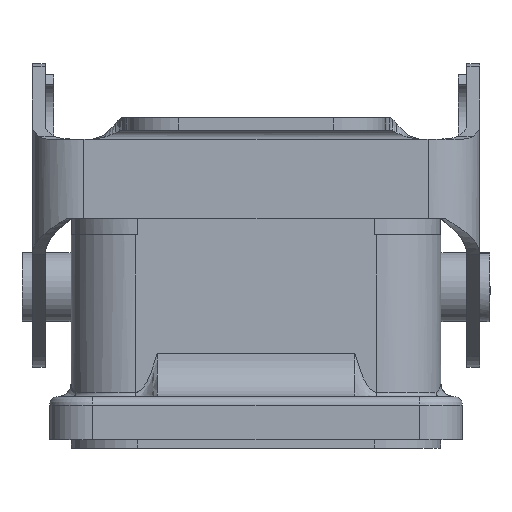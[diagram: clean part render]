
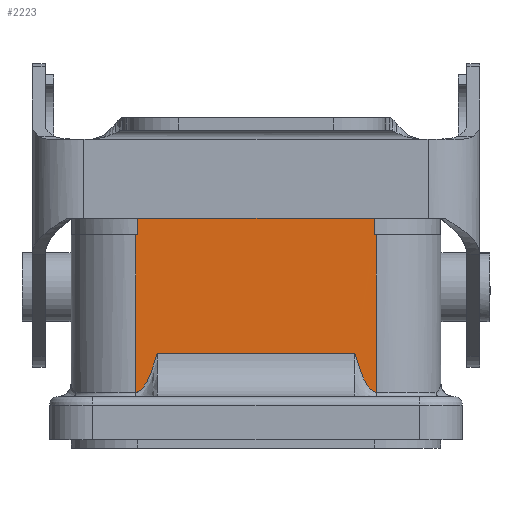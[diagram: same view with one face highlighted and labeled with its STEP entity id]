
A CAD part, left-side view. The second image highlights one B-rep face of the part: STEP entity #2223.
In plain terms, the highlighted planar face has unit normal (-1, 0, 0).
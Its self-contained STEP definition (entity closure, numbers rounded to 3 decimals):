
#932=B_SPLINE_CURVE_WITH_KNOTS('',3,(#8230,#8231,#8232,#8233,#8234,#8235,
#8236,#8237,#8238,#8239,#8240,#8241,#8242,#8243,#8244,#8245),
 .UNSPECIFIED.,.F.,.F.,(4,2,2,2,2,2,2,4),(0.,0.047,0.109,
0.217,0.331,0.472,0.686,
1.),.UNSPECIFIED.);
#934=B_SPLINE_CURVE_WITH_KNOTS('',3,(#8319,#8320,#8321,#8322),
 .UNSPECIFIED.,.F.,.F.,(4,4),(0.,1.),.UNSPECIFIED.);
#935=B_SPLINE_CURVE_WITH_KNOTS('',3,(#8327,#8328,#8329,#8330),
 .UNSPECIFIED.,.F.,.F.,(4,4),(0.,1.),.UNSPECIFIED.);
#936=B_SPLINE_CURVE_WITH_KNOTS('',3,(#8333,#8334,#8335,#8336,#8337,#8338,
#8339,#8340,#8341,#8342,#8343,#8344,#8345,#8346,#8347,#8348),
 .UNSPECIFIED.,.F.,.F.,(4,2,2,2,2,2,2,4),(0.,0.314,0.528,
0.669,0.783,0.891,0.953,
1.),.UNSPECIFIED.);
#1142=FACE_OUTER_BOUND('',#2763,.T.);
#1369=PLANE('',#6065);
#1462=LINE('',#7602,#1802);
#1584=LINE('',#8135,#1924);
#1585=LINE('',#8313,#1925);
#1587=LINE('',#8324,#1927);
#1588=LINE('',#8325,#1928);
#1589=LINE('',#8331,#1929);
#1802=VECTOR('',#6377,1.);
#1924=VECTOR('',#6779,1.);
#1925=VECTOR('',#6790,1.);
#1927=VECTOR('',#6796,1.);
#1928=VECTOR('',#6797,1.);
#1929=VECTOR('',#6798,1.);
#2223=ADVANCED_FACE('',(#1142),#1369,.F.);
#2763=EDGE_LOOP('',(#3384,#3385,#3386,#3387,#3388,#3389,#3390,#3391,#3392,
#3393));
#3384=ORIENTED_EDGE('',*,*,#5194,.F.);
#3385=ORIENTED_EDGE('',*,*,#5191,.F.);
#3386=ORIENTED_EDGE('',*,*,#5183,.F.);
#3387=ORIENTED_EDGE('',*,*,#5197,.F.);
#3388=ORIENTED_EDGE('',*,*,#5198,.F.);
#3389=ORIENTED_EDGE('',*,*,#4980,.F.);
#3390=ORIENTED_EDGE('',*,*,#5199,.T.);
#3391=ORIENTED_EDGE('',*,*,#5200,.T.);
#3392=ORIENTED_EDGE('',*,*,#5201,.F.);
#3393=ORIENTED_EDGE('',*,*,#5202,.F.);
#4488=VERTEX_POINT('',#7601);
#4489=VERTEX_POINT('',#7603);
#4535=VERTEX_POINT('',#7714);
#4628=VERTEX_POINT('',#8088);
#4638=VERTEX_POINT('',#8136);
#4643=VERTEX_POINT('',#8246);
#4645=VERTEX_POINT('',#8314);
#4647=VERTEX_POINT('',#8323);
#4648=VERTEX_POINT('',#8326);
#4649=VERTEX_POINT('',#8332);
#4980=EDGE_CURVE('',#4488,#4489,#1462,.T.);
#5183=EDGE_CURVE('',#4628,#4638,#1584,.T.);
#5191=EDGE_CURVE('',#4638,#4643,#932,.T.);
#5194=EDGE_CURVE('',#4643,#4645,#1585,.T.);
#5197=EDGE_CURVE('',#4647,#4628,#934,.T.);
#5198=EDGE_CURVE('',#4489,#4647,#1587,.T.);
#5199=EDGE_CURVE('',#4488,#4648,#1588,.T.);
#5200=EDGE_CURVE('',#4648,#4535,#935,.T.);
#5201=EDGE_CURVE('',#4649,#4535,#1589,.T.);
#5202=EDGE_CURVE('',#4645,#4649,#936,.T.);
#6065=AXIS2_PLACEMENT_3D('',#8349,#6799,#6800);
#6377=DIRECTION('',(0.,-1.,0.));
#6779=DIRECTION('',(0.,0.,-1.));
#6790=DIRECTION('',(0.,1.,0.));
#6796=DIRECTION('',(0.,0.,-1.));
#6797=DIRECTION('',(0.,0.,-1.));
#6798=DIRECTION('',(0.,0.,1.));
#6799=DIRECTION('',(1.,0.,0.));
#6800=DIRECTION('',(0.,1.,0.));
#7601=CARTESIAN_POINT('',(-60.,13.75,27.8));
#7602=CARTESIAN_POINT('',(-60.,-15.1,27.8));
#7603=CARTESIAN_POINT('',(-60.,-13.75,27.8));
#7714=CARTESIAN_POINT('',(-59.998,14.,23.8));
#8088=CARTESIAN_POINT('',(-59.998,-14.,23.8));
#8135=CARTESIAN_POINT('',(-60.,-14.,23.8));
#8136=CARTESIAN_POINT('',(-60.,-14.,5.5));
#8230=CARTESIAN_POINT('',(-60.,-14.,5.5));
#8231=CARTESIAN_POINT('',(-60.,-13.889,5.5));
#8232=CARTESIAN_POINT('',(-60.,-13.781,5.528));
#8233=CARTESIAN_POINT('',(-60.,-13.565,5.625));
#8234=CARTESIAN_POINT('',(-60.,-13.464,5.701));
#8235=CARTESIAN_POINT('',(-60.,-13.218,5.922));
#8236=CARTESIAN_POINT('',(-60.,-13.095,6.081));
#8237=CARTESIAN_POINT('',(-60.,-12.867,6.414));
#8238=CARTESIAN_POINT('',(-60.,-12.765,6.591));
#8239=CARTESIAN_POINT('',(-60.,-12.557,6.99));
#8240=CARTESIAN_POINT('',(-60.,-12.454,7.213));
#8241=CARTESIAN_POINT('',(-60.,-12.215,7.779));
#8242=CARTESIAN_POINT('',(-60.,-12.087,8.124));
#8243=CARTESIAN_POINT('',(-60.,-11.795,8.978));
#8244=CARTESIAN_POINT('',(-60.,-11.642,9.488));
#8245=CARTESIAN_POINT('',(-60.,-11.5,10.));
#8246=CARTESIAN_POINT('',(-60.,-11.5,10.));
#8313=CARTESIAN_POINT('',(-60.,-11.5,10.));
#8314=CARTESIAN_POINT('',(-60.,11.5,10.));
#8319=CARTESIAN_POINT('',(-60.,-13.75,23.8));
#8320=CARTESIAN_POINT('',(-60.,-13.833,23.8));
#8321=CARTESIAN_POINT('',(-59.999,-13.917,23.8));
#8322=CARTESIAN_POINT('',(-59.996,-14.,23.8));
#8323=CARTESIAN_POINT('',(-60.,-13.75,23.8));
#8324=CARTESIAN_POINT('',(-60.,-13.75,27.8));
#8325=CARTESIAN_POINT('',(-60.,13.75,27.8));
#8326=CARTESIAN_POINT('',(-60.,13.75,23.8));
#8327=CARTESIAN_POINT('',(-60.,13.75,23.8));
#8328=CARTESIAN_POINT('',(-60.,13.833,23.8));
#8329=CARTESIAN_POINT('',(-60.,13.917,23.8));
#8330=CARTESIAN_POINT('',(-60.,14.,23.8));
#8331=CARTESIAN_POINT('',(-60.,14.,5.5));
#8332=CARTESIAN_POINT('',(-60.,14.,5.5));
#8333=CARTESIAN_POINT('',(-60.,11.5,10.));
#8334=CARTESIAN_POINT('',(-60.,11.642,9.488));
#8335=CARTESIAN_POINT('',(-60.,11.795,8.978));
#8336=CARTESIAN_POINT('',(-60.,12.087,8.124));
#8337=CARTESIAN_POINT('',(-60.,12.215,7.779));
#8338=CARTESIAN_POINT('',(-60.,12.454,7.213));
#8339=CARTESIAN_POINT('',(-60.,12.557,6.99));
#8340=CARTESIAN_POINT('',(-60.,12.765,6.591));
#8341=CARTESIAN_POINT('',(-60.,12.867,6.414));
#8342=CARTESIAN_POINT('',(-60.,13.095,6.081));
#8343=CARTESIAN_POINT('',(-60.,13.218,5.922));
#8344=CARTESIAN_POINT('',(-60.,13.464,5.701));
#8345=CARTESIAN_POINT('',(-60.,13.565,5.625));
#8346=CARTESIAN_POINT('',(-60.,13.781,5.528));
#8347=CARTESIAN_POINT('',(-60.,13.889,5.5));
#8348=CARTESIAN_POINT('',(-60.,14.,5.5));
#8349=CARTESIAN_POINT('',(-60.,-15.1,4.9));
